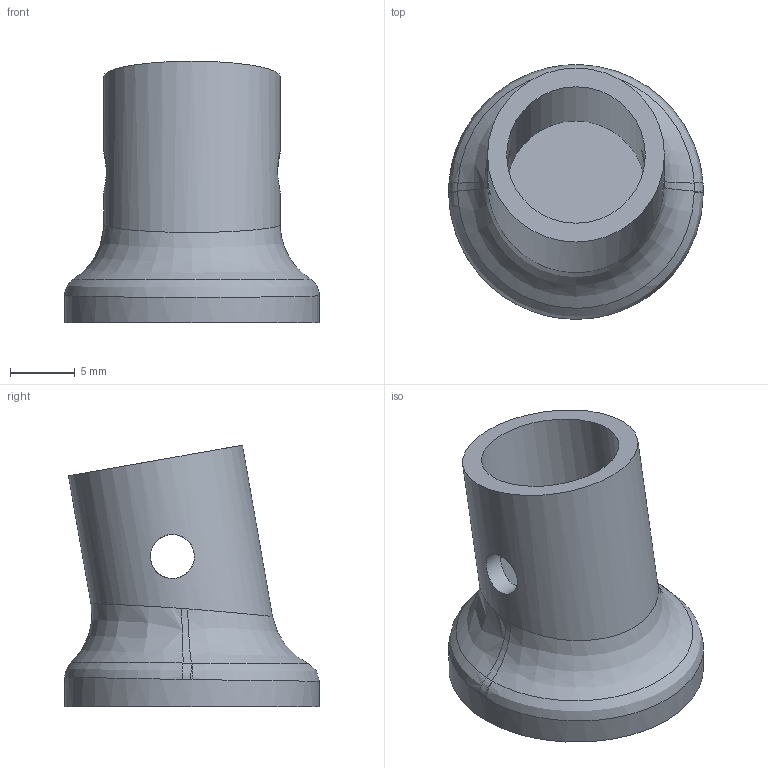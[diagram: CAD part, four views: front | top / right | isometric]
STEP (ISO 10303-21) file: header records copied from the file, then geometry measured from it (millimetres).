
FILE_DESCRIPTION(/* description */ ('STEP AP242 Edition 2','CAx-IF Rec.Pracs.---Representation and Presentation of Product Manufacturing Information (PMI)---4.0---2014-10-13','CAx-IF Rec.Pracs.---3D Tessellated Geometry---0.4---2014-09-14','2;1','CAx-IF Rec.Pracs.---User Defined Attributes---1.5---2016-08-15'),/* implementation_level */ '2;1');
FILE_NAME(/* name */ '6981b8e6cae059e952003a8a',/* time_stamp */ '2026-02-03T08:59:18Z',/* author */ (''),/* organization */ (''),/* preprocessor_version */ 'ST-DEVELOPER v20',/* originating_system */ 'ONSHAPE BY PTC INC, 1.210',/* authorisation */ ' ');
FILE_SCHEMA (('AP242_MANAGED_MODEL_BASED_3D_ENGINEERING_MIM_LF { 1 0 10303 442 3 1 4 }'));
Length unit declared in the file: metre
Products named in the file (1): VRC-LANDING-GEAR-FOOT
Bounding box: 19.6 x 19.6 x 20.13 mm (x, y, z)
Volume: 2062.3 mm3; surface area: 1897.5 mm2
Topology: 1 solids, 1 shells, 18 faces, 43 edges, 27 vertices
Faces by surface type: bspline 8, cylinder 7, plane 3
Full cylindrical faces by diameter (mm): 3.4 x2, 10.668 x1, 13.6 x1, 19.6 x1
Entity records: 2110 total; most frequent: CARTESIAN_POINT 1784, ORIENTED_EDGE 68, EDGE_CURVE 34, DIRECTION 32, B_SPLINE_CURVE_WITH_KNOTS 29, EDGE_LOOP 28, FACE_BOUND 28, VERTEX_POINT 24
